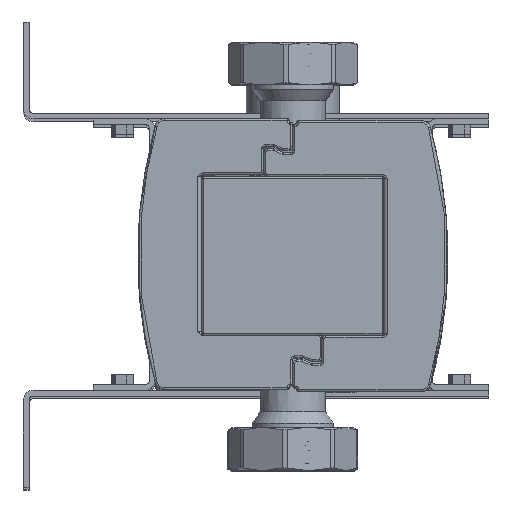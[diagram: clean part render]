
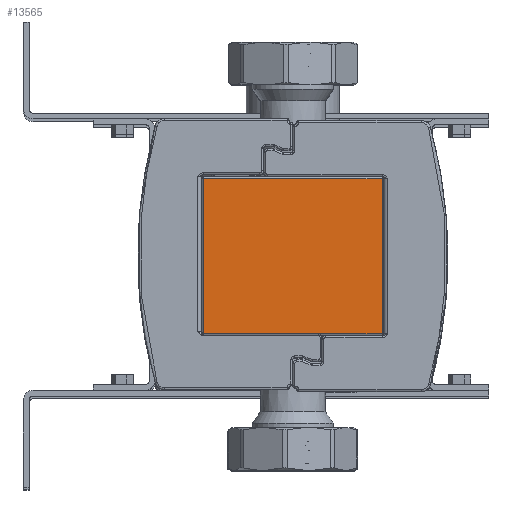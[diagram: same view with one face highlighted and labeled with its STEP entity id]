
A CAD part, top view. The second image highlights one B-rep face of the part: STEP entity #13565.
In plain terms, the highlighted face is planar.
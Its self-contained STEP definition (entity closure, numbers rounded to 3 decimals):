
#1075=PLANE('',#15077);
#1426=FACE_OUTER_BOUND('',#2369,.T.);
#2369=EDGE_LOOP('',(#10231,#10232,#10233,#10234));
#3343=LINE('',#26916,#4169);
#3344=LINE('',#26923,#4170);
#3345=LINE('',#26925,#4171);
#3346=LINE('',#26926,#4172);
#4169=VECTOR('',#17778,10.);
#4170=VECTOR('',#17787,10.);
#4171=VECTOR('',#17788,10.);
#4172=VECTOR('',#17789,10.);
#6058=VERTEX_POINT('',#26905);
#6061=VERTEX_POINT('',#26912);
#6064=VERTEX_POINT('',#26922);
#6065=VERTEX_POINT('',#26924);
#7492=EDGE_CURVE('',#6058,#6061,#3343,.T.);
#7495=EDGE_CURVE('',#6064,#6058,#3344,.T.);
#7496=EDGE_CURVE('',#6065,#6064,#3345,.T.);
#7497=EDGE_CURVE('',#6061,#6065,#3346,.T.);
#10231=ORIENTED_EDGE('',*,*,#7492,.F.);
#10232=ORIENTED_EDGE('',*,*,#7495,.F.);
#10233=ORIENTED_EDGE('',*,*,#7496,.F.);
#10234=ORIENTED_EDGE('',*,*,#7497,.F.);
#13565=ADVANCED_FACE('',(#1426),#1075,.T.);
#15077=AXIS2_PLACEMENT_3D('',#26921,#17785,#17786);
#17778=DIRECTION('',(0.,-1.,0.));
#17785=DIRECTION('center_axis',(0.,0.,-1.));
#17786=DIRECTION('ref_axis',(-1.,0.,0.));
#17787=DIRECTION('',(-1.,0.,0.));
#17788=DIRECTION('',(0.,1.,0.));
#17789=DIRECTION('',(1.,0.,0.));
#26905=CARTESIAN_POINT('',(-87.714,-1.714,-31.));
#26912=CARTESIAN_POINT('',(-87.714,-81.714,-31.));
#26916=CARTESIAN_POINT('',(-87.714,-41.714,-31.));
#26921=CARTESIAN_POINT('Origin',(-41.714,-41.714,-31.));
#26922=CARTESIAN_POINT('',(4.286,-1.714,-31.));
#26923=CARTESIAN_POINT('',(-62.214,-1.714,-31.));
#26924=CARTESIAN_POINT('',(4.286,-81.714,-31.));
#26925=CARTESIAN_POINT('',(4.286,-41.714,-31.));
#26926=CARTESIAN_POINT('',(-21.214,-81.714,-31.));
